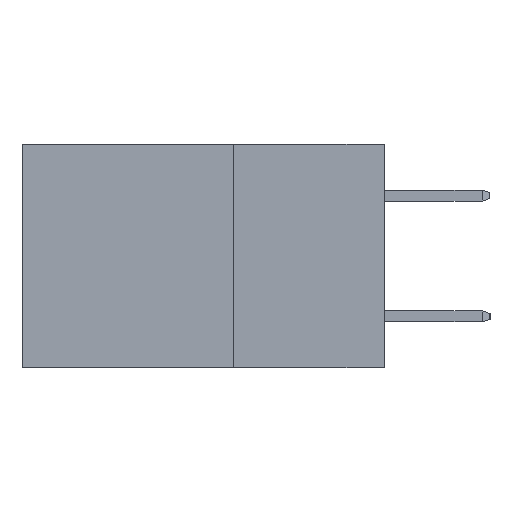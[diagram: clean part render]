
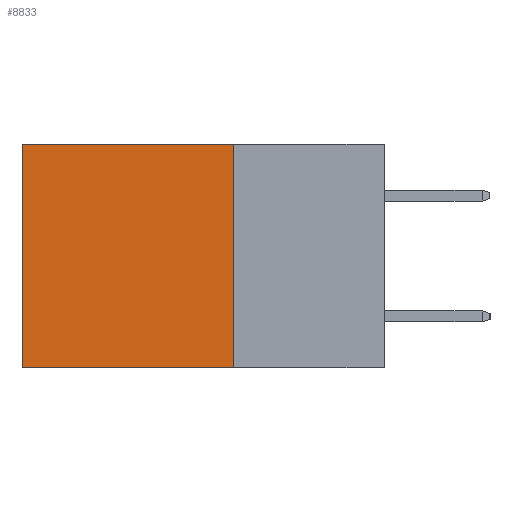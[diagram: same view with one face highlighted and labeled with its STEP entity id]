
A CAD part, left-side view. The second image highlights one B-rep face of the part: STEP entity #8833.
In plain terms, the highlighted planar face has unit normal (-1, 0, 0).
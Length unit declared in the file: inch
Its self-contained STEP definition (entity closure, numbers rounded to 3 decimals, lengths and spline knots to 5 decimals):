
#673 = AXIS2_PLACEMENT_3D ( 'NONE', #12677, #7455, #945 ) ;
#923 = DIRECTION ( 'NONE',  ( 0., 0., -1. ) ) ;
#945 = DIRECTION ( 'NONE',  ( 0., 0., -1. ) ) ;
#1015 = ORIENTED_EDGE ( 'NONE', *, *, #13136, .T. ) ;
#2509 = ORIENTED_EDGE ( 'NONE', *, *, #9510, .F. ) ;
#3172 = VERTEX_POINT ( 'NONE', #9989 ) ;
#3395 = VERTEX_POINT ( 'NONE', #10331 ) ;
#3537 = EDGE_CURVE ( 'NONE', #3395, #4035, #9795, .T. ) ;
#4035 = VERTEX_POINT ( 'NONE', #8678 ) ;
#4131 = VECTOR ( 'NONE', #9945, 39.37008 ) ;
#4689 = FACE_OUTER_BOUND ( 'NONE', #13307, .T. ) ;
#4739 = VECTOR ( 'NONE', #11087, 39.37008 ) ;
#4944 = LINE ( 'NONE', #7434, #13661 ) ;
#5373 = ORIENTED_EDGE ( 'NONE', *, *, #5608, .F. ) ;
#5523 = VECTOR ( 'NONE', #9523, 39.37008 ) ;
#5608 = EDGE_CURVE ( 'NONE', #7918, #3172, #13177, .T. ) ;
#7434 = CARTESIAN_POINT ( 'NONE',  ( 0.2615, 0.6, -0.37 ) ) ;
#7455 = DIRECTION ( 'NONE',  ( 1., 0., 0. ) ) ;
#7918 = VERTEX_POINT ( 'NONE', #12513 ) ;
#8492 = CARTESIAN_POINT ( 'NONE',  ( 0.2615, 0.25, -0.37 ) ) ;
#8678 = CARTESIAN_POINT ( 'NONE',  ( 0.2615, 0.6, 0. ) ) ;
#8833 = ADVANCED_FACE ( 'NONE', ( #4689 ), #11691, .F. ) ;
#9510 = EDGE_CURVE ( 'NONE', #3395, #7918, #13861, .T. ) ;
#9523 = DIRECTION ( 'NONE',  ( 0., 0., -1. ) ) ;
#9795 = LINE ( 'NONE', #12998, #4131 ) ;
#9945 = DIRECTION ( 'NONE',  ( 0., 1., 0. ) ) ;
#9989 = CARTESIAN_POINT ( 'NONE',  ( 0.2615, 0.6, -0.37 ) ) ;
#10331 = CARTESIAN_POINT ( 'NONE',  ( 0.2615, 0.25, 0. ) ) ;
#11087 = DIRECTION ( 'NONE',  ( 0., 1., 0. ) ) ;
#11162 = CARTESIAN_POINT ( 'NONE',  ( 0.2615, 0.25, -0.37 ) ) ;
#11691 = PLANE ( 'NONE',  #673 ) ;
#12018 = ORIENTED_EDGE ( 'NONE', *, *, #3537, .T. ) ;
#12513 = CARTESIAN_POINT ( 'NONE',  ( 0.2615, 0.25, -0.37 ) ) ;
#12677 = CARTESIAN_POINT ( 'NONE',  ( 0.2615, 0.25, -0.37 ) ) ;
#12998 = CARTESIAN_POINT ( 'NONE',  ( 0.2615, 0.25, 0. ) ) ;
#13136 = EDGE_CURVE ( 'NONE', #4035, #3172, #4944, .T. ) ;
#13177 = LINE ( 'NONE', #11162, #4739 ) ;
#13307 = EDGE_LOOP ( 'NONE', ( #1015, #5373, #2509, #12018 ) ) ;
#13661 = VECTOR ( 'NONE', #923, 39.37008 ) ;
#13861 = LINE ( 'NONE', #8492, #5523 ) ;
